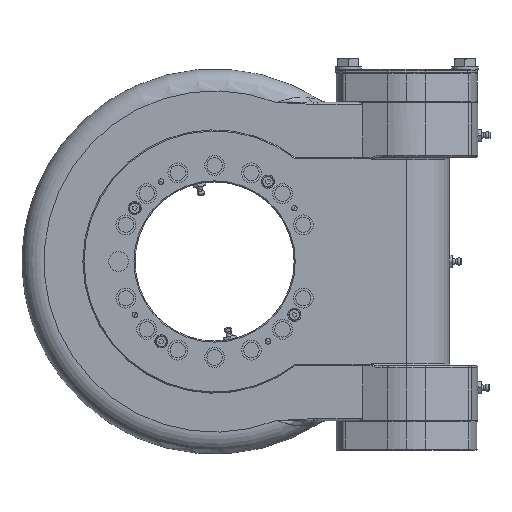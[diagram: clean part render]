
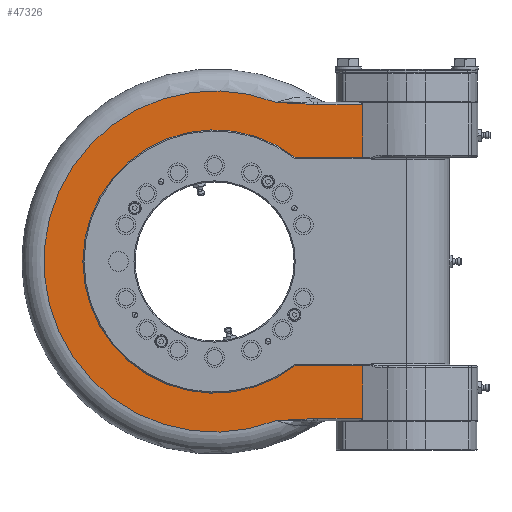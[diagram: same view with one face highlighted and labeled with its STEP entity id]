
A CAD part, left-side view. The second image highlights one B-rep face of the part: STEP entity #47326.
In plain terms, the highlighted planar face has unit normal (-1, 0, 0).
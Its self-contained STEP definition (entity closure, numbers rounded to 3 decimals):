
#1207 = CARTESIAN_POINT ( 'NONE',  ( -36., -56.172, -145. ) ) ;
#1349 = DIRECTION ( 'NONE',  ( 0., 1., 0. ) ) ;
#1455 = CARTESIAN_POINT ( 'NONE',  ( -36., -87.084, 143.416 ) ) ;
#1533 = DIRECTION ( 'NONE',  ( 0., 0., -1. ) ) ;
#1605 = PLANE ( 'NONE',  #9315 ) ;
#1747 = VECTOR ( 'NONE', #32745, 1000. ) ;
#1792 = CARTESIAN_POINT ( 'NONE',  ( -36., -75.85, 144.114 ) ) ;
#2867 = CIRCLE ( 'NONE', #22847, 120. ) ;
#3009 = VERTEX_POINT ( 'NONE', #38826 ) ;
#3051 = LINE ( 'NONE', #27230, #21529 ) ;
#3067 = DIRECTION ( 'NONE',  ( -1., 0., 0. ) ) ;
#3182 = DIRECTION ( 'NONE',  ( 0., -1., 0. ) ) ;
#3319 = ORIENTED_EDGE ( 'NONE', *, *, #39253, .T. ) ;
#3541 = CARTESIAN_POINT ( 'NONE',  ( -36., 0., 0. ) ) ;
#3990 = DIRECTION ( 'NONE',  ( 0., 1., 0. ) ) ;
#4766 = CARTESIAN_POINT ( 'NONE',  ( -36., -67.419, -144.539 ) ) ;
#4923 = ORIENTED_EDGE ( 'NONE', *, *, #19371, .T. ) ;
#5503 = CARTESIAN_POINT ( 'NONE',  ( -36., -56.172, 145. ) ) ;
#5546 = CARTESIAN_POINT ( 'NONE',  ( -36., 0., -95. ) ) ;
#5820 = CARTESIAN_POINT ( 'NONE',  ( -36., -84.277, 143.611 ) ) ;
#6135 = EDGE_CURVE ( 'NONE', #27600, #29666, #15163, .T. ) ;
#6371 = LINE ( 'NONE', #43849, #1747 ) ;
#6556 = ORIENTED_EDGE ( 'NONE', *, *, #27977, .F. ) ;
#6569 = CARTESIAN_POINT ( 'NONE',  ( -36., 120., -143. ) ) ;
#6694 = ORIENTED_EDGE ( 'NONE', *, *, #44939, .T. ) ;
#6765 = DIRECTION ( 'NONE',  ( 0., -1., 0. ) ) ;
#7360 = CARTESIAN_POINT ( 'NONE',  ( -36., -73.314, 95. ) ) ;
#7423 = VERTEX_POINT ( 'NONE', #7360 ) ;
#8477 = CARTESIAN_POINT ( 'NONE',  ( -36., -75.851, -144.114 ) ) ;
#8537 = CARTESIAN_POINT ( 'NONE',  ( -36., -134.843, 95. ) ) ;
#9236 = EDGE_LOOP ( 'NONE', ( #6694, #20732, #45479, #3319, #6556, #41907, #4923, #33606, #14268, #15631, #25531, #26951, #17616 ) ) ;
#9315 = AXIS2_PLACEMENT_3D ( 'NONE', #12735, #16433, #19540 ) ;
#9536 = CARTESIAN_POINT ( 'NONE',  ( -36., -61.795, 144.777 ) ) ;
#11004 = CARTESIAN_POINT ( 'NONE',  ( -36., -93.896, -143. ) ) ;
#11246 = CARTESIAN_POINT ( 'NONE',  ( -36., 0., 0. ) ) ;
#11438 = VERTEX_POINT ( 'NONE', #27301 ) ;
#11769 = CARTESIAN_POINT ( 'NONE',  ( -36., -93.896, 143. ) ) ;
#12095 = CARTESIAN_POINT ( 'NONE',  ( -36., -56.172, -145. ) ) ;
#12106 = CARTESIAN_POINT ( 'NONE',  ( -36., -92.558, -143. ) ) ;
#12265 = CARTESIAN_POINT ( 'NONE',  ( -36., -91.222, -143.065 ) ) ;
#12484 = CARTESIAN_POINT ( 'NONE',  ( -36., -56.172, 145. ) ) ;
#12735 = CARTESIAN_POINT ( 'NONE',  ( -36., 120., 0. ) ) ;
#12882 = VECTOR ( 'NONE', #1349, 1000. ) ;
#13627 = B_SPLINE_CURVE_WITH_KNOTS ( 'NONE', 3,
 ( #38383, #12265, #12106, #45417 ),
 .UNSPECIFIED., .F., .F.,
 ( 4, 4 ),
 ( 0., 0.004 ),
 .UNSPECIFIED. ) ;
#14058 = AXIS2_PLACEMENT_3D ( 'NONE', #3541, #3067, #6765 ) ;
#14246 = FACE_OUTER_BOUND ( 'NONE', #9236, .T. ) ;
#14268 = ORIENTED_EDGE ( 'NONE', *, *, #18263, .F. ) ;
#15163 = B_SPLINE_CURVE_WITH_KNOTS ( 'NONE', 3,
 ( #16903, #31422, #46341, #24323 ),
 .UNSPECIFIED., .F., .F.,
 ( 4, 4 ),
 ( 0., 0.004 ),
 .UNSPECIFIED. ) ;
#15329 = VERTEX_POINT ( 'NONE', #8537 ) ;
#15631 = ORIENTED_EDGE ( 'NONE', *, *, #47606, .T. ) ;
#15745 = CARTESIAN_POINT ( 'NONE',  ( -36., -78.661, -143.961 ) ) ;
#16217 = CARTESIAN_POINT ( 'NONE',  ( -36., -61.796, -144.777 ) ) ;
#16433 = DIRECTION ( 'NONE',  ( -1., 0., 0. ) ) ;
#16903 = CARTESIAN_POINT ( 'NONE',  ( -36., -93.896, 143. ) ) ;
#16914 = VERTEX_POINT ( 'NONE', #24631 ) ;
#17616 = ORIENTED_EDGE ( 'NONE', *, *, #18221, .T. ) ;
#17831 = LINE ( 'NONE', #6569, #24178 ) ;
#18221 = EDGE_CURVE ( 'NONE', #29666, #38513, #26032, .T. ) ;
#18263 = EDGE_CURVE ( 'NONE', #15329, #7423, #3051, .T. ) ;
#19158 = DIRECTION ( 'NONE',  ( 1., 0., 0. ) ) ;
#19371 = EDGE_CURVE ( 'NONE', #16914, #11438, #2867, .T. ) ;
#19540 = DIRECTION ( 'NONE',  ( 0., -1., 0. ) ) ;
#20508 = CARTESIAN_POINT ( 'NONE',  ( -36., -89.889, 143.178 ) ) ;
#20732 = ORIENTED_EDGE ( 'NONE', *, *, #23512, .T. ) ;
#21529 = VECTOR ( 'NONE', #42530, 1000. ) ;
#21744 = VECTOR ( 'NONE', #28775, 1000. ) ;
#22724 = DIRECTION ( 'NONE',  ( 0., 1., 0. ) ) ;
#22847 = AXIS2_PLACEMENT_3D ( 'NONE', #37216, #44585, #22724 ) ;
#23512 = EDGE_CURVE ( 'NONE', #42281, #24830, #32619, .T. ) ;
#23638 = CARTESIAN_POINT ( 'NONE',  ( -36., -84.278, -143.611 ) ) ;
#23753 = EDGE_CURVE ( 'NONE', #29853, #27600, #6371, .T. ) ;
#24178 = VECTOR ( 'NONE', #3182, 1000. ) ;
#24185 = CARTESIAN_POINT ( 'NONE',  ( -36., -67.419, 144.539 ) ) ;
#24323 = CARTESIAN_POINT ( 'NONE',  ( -36., -89.889, 143.178 ) ) ;
#24631 = CARTESIAN_POINT ( 'NONE',  ( -36., -73.314, -95. ) ) ;
#24830 = VERTEX_POINT ( 'NONE', #39410 ) ;
#25531 = ORIENTED_EDGE ( 'NONE', *, *, #23753, .T. ) ;
#26032 = B_SPLINE_CURVE_WITH_KNOTS ( 'NONE', 3,
 ( #20508, #1455, #5820, #39010, #1792, #24185, #9536, #5503 ),
 .UNSPECIFIED., .F., .F.,
 ( 4, 2, 2, 4 ),
 ( 0., 0.008, 0.017, 0.034 ),
 .UNSPECIFIED. ) ;
#26300 = VERTEX_POINT ( 'NONE', #35079 ) ;
#26951 = ORIENTED_EDGE ( 'NONE', *, *, #6135, .T. ) ;
#27230 = CARTESIAN_POINT ( 'NONE',  ( -36., 0., 95. ) ) ;
#27301 = CARTESIAN_POINT ( 'NONE',  ( -36., 120., 0. ) ) ;
#27578 = VECTOR ( 'NONE', #1533, 1000. ) ;
#27600 = VERTEX_POINT ( 'NONE', #11769 ) ;
#27977 = EDGE_CURVE ( 'NONE', #26300, #3009, #37407, .T. ) ;
#28775 = DIRECTION ( 'NONE',  ( 0., 0., 1. ) ) ;
#29157 = EDGE_CURVE ( 'NONE', #24830, #35656, #13627, .T. ) ;
#29666 = VERTEX_POINT ( 'NONE', #46788 ) ;
#29853 = VERTEX_POINT ( 'NONE', #30035 ) ;
#30035 = CARTESIAN_POINT ( 'NONE',  ( -36., -134.843, 143. ) ) ;
#30227 = AXIS2_PLACEMENT_3D ( 'NONE', #11246, #19158, #3990 ) ;
#30544 = CARTESIAN_POINT ( 'NONE',  ( -36., -89.889, -143.178 ) ) ;
#30710 = CARTESIAN_POINT ( 'NONE',  ( -36., -87.085, -143.416 ) ) ;
#31422 = CARTESIAN_POINT ( 'NONE',  ( -36., -92.558, 143. ) ) ;
#32120 = LINE ( 'NONE', #47273, #21744 ) ;
#32619 = B_SPLINE_CURVE_WITH_KNOTS ( 'NONE', 3,
 ( #1207, #16217, #4766, #8477, #15745, #23638, #30710, #30544 ),
 .UNSPECIFIED., .F., .F.,
 ( 4, 2, 2, 4 ),
 ( 0., 0.017, 0.025, 0.034 ),
 .UNSPECIFIED. ) ;
#32745 = DIRECTION ( 'NONE',  ( 0., 1., 0. ) ) ;
#33606 = ORIENTED_EDGE ( 'NONE', *, *, #46686, .T. ) ;
#34437 = CIRCLE ( 'NONE', #14058, 155.5 ) ;
#35079 = CARTESIAN_POINT ( 'NONE',  ( -36., -134.843, -95. ) ) ;
#35656 = VERTEX_POINT ( 'NONE', #11004 ) ;
#37216 = CARTESIAN_POINT ( 'NONE',  ( -36., 0., 0. ) ) ;
#37407 = LINE ( 'NONE', #43260, #27578 ) ;
#38383 = CARTESIAN_POINT ( 'NONE',  ( -36., -89.889, -143.178 ) ) ;
#38513 = VERTEX_POINT ( 'NONE', #12484 ) ;
#38826 = CARTESIAN_POINT ( 'NONE',  ( -36., -134.843, -143. ) ) ;
#39010 = CARTESIAN_POINT ( 'NONE',  ( -36., -78.66, 143.961 ) ) ;
#39253 = EDGE_CURVE ( 'NONE', #35656, #3009, #17831, .T. ) ;
#39410 = CARTESIAN_POINT ( 'NONE',  ( -36., -89.889, -143.178 ) ) ;
#41691 = LINE ( 'NONE', #5546, #12882 ) ;
#41907 = ORIENTED_EDGE ( 'NONE', *, *, #45826, .T. ) ;
#42281 = VERTEX_POINT ( 'NONE', #12095 ) ;
#42530 = DIRECTION ( 'NONE',  ( 0., 1., 0. ) ) ;
#43260 = CARTESIAN_POINT ( 'NONE',  ( -36., -134.843, 0. ) ) ;
#43849 = CARTESIAN_POINT ( 'NONE',  ( -36., 120., 143. ) ) ;
#44585 = DIRECTION ( 'NONE',  ( 1., 0., 0. ) ) ;
#44939 = EDGE_CURVE ( 'NONE', #38513, #42281, #34437, .T. ) ;
#45417 = CARTESIAN_POINT ( 'NONE',  ( -36., -93.896, -143. ) ) ;
#45479 = ORIENTED_EDGE ( 'NONE', *, *, #29157, .T. ) ;
#45826 = EDGE_CURVE ( 'NONE', #26300, #16914, #41691, .T. ) ;
#46341 = CARTESIAN_POINT ( 'NONE',  ( -36., -91.222, 143.065 ) ) ;
#46686 = EDGE_CURVE ( 'NONE', #11438, #7423, #47091, .T. ) ;
#46788 = CARTESIAN_POINT ( 'NONE',  ( -36., -89.889, 143.178 ) ) ;
#47091 = CIRCLE ( 'NONE', #30227, 120. ) ;
#47273 = CARTESIAN_POINT ( 'NONE',  ( -36., -134.843, 0. ) ) ;
#47326 = ADVANCED_FACE ( 'NONE', ( #14246 ), #1605, .T. ) ;
#47606 = EDGE_CURVE ( 'NONE', #15329, #29853, #32120, .T. ) ;
